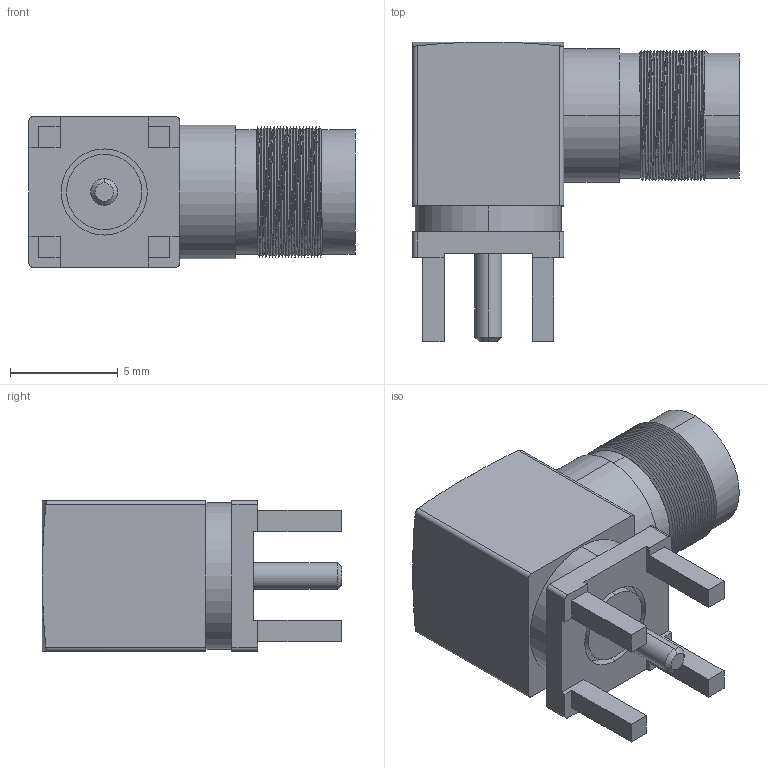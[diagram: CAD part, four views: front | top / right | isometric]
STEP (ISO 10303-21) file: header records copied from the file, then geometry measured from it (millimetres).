
FILE_DESCRIPTION (( 'STEP AP214' ), '1' );
FILE_NAME ('User Library-CONSMA002.STEP', '2019-06-17T03:42:33', ( '' ), ( '' ), 'SwSTEP 2.0', 'SolidWorks 2019', '' );
FILE_SCHEMA (( 'AUTOMOTIVE_DESIGN' ));
Length unit declared in the file: millimetre
Products named in the file (1): User Library-CONSMA002
Bounding box: 15.15 x 13.9 x 7 mm (x, y, z)
Volume: 697.6 mm3; surface area: 715.3 mm2
Topology: 1 solids, 1 shells, 81 faces, 203 edges, 133 vertices
Faces by surface type: plane 45, cylinder 26, bspline 4, torus 4, cone 2
Entity records: 4841 total; most frequent: CARTESIAN_POINT 2062, ORIENTED_EDGE 406, DIRECTION 386, EDGE_CURVE 203, VERTEX_POINT 133, LINE 130, VECTOR 130, AXIS2_PLACEMENT_3D 128
